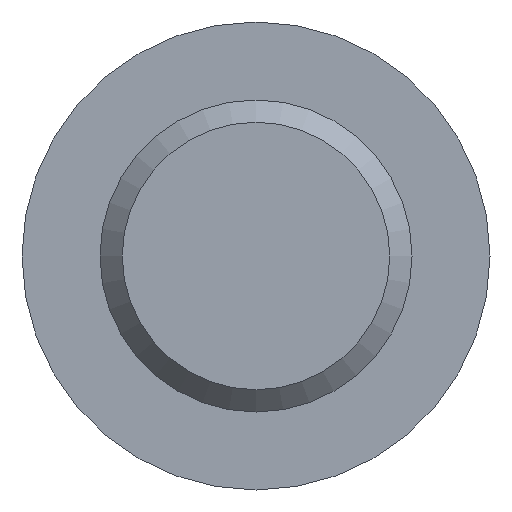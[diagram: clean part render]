
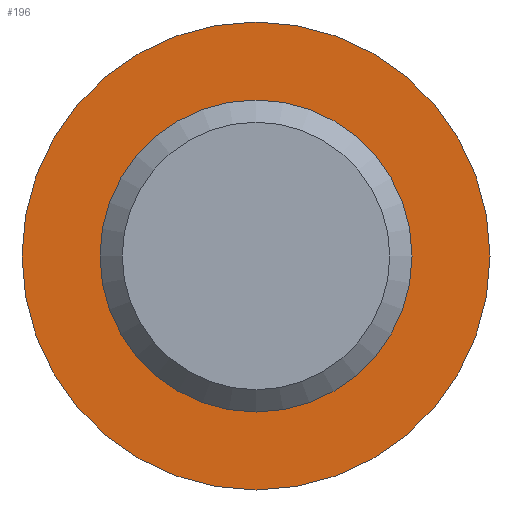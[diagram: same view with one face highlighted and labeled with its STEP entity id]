
A CAD part, front view. The second image highlights one B-rep face of the part: STEP entity #196.
In plain terms, the highlighted planar face has unit normal (0, -1, 0).
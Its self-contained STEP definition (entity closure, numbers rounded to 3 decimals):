
#13 = DIRECTION ( 'NONE',  ( 0., 0., 1. ) ) ;
#68 = CARTESIAN_POINT ( 'NONE',  ( 0., 60., 0. ) ) ;
#77 = ORIENTED_EDGE ( 'NONE', *, *, #293, .T. ) ;
#87 = EDGE_LOOP ( 'NONE', ( #378 ) ) ;
#94 = AXIS2_PLACEMENT_3D ( 'NONE', #277, #369, #480 ) ;
#129 = CIRCLE ( 'NONE', #94, 7. ) ;
#138 = AXIS2_PLACEMENT_3D ( 'NONE', #442, #434, #13 ) ;
#174 = EDGE_LOOP ( 'NONE', ( #77 ) ) ;
#190 = CARTESIAN_POINT ( 'NONE',  ( 0., 60., -10.5 ) ) ;
#196 = ADVANCED_FACE ( 'NONE', ( #197, #237 ), #269, .F. ) ;
#197 = FACE_BOUND ( 'NONE', #87, .T. ) ;
#223 = CARTESIAN_POINT ( 'NONE',  ( 0., 60., -7. ) ) ;
#237 = FACE_OUTER_BOUND ( 'NONE', #174, .T. ) ;
#249 = DIRECTION ( 'NONE',  ( 0., -1., 0. ) ) ;
#265 = VERTEX_POINT ( 'NONE', #223 ) ;
#269 = PLANE ( 'NONE',  #138 ) ;
#277 = CARTESIAN_POINT ( 'NONE',  ( 0., 60., 0. ) ) ;
#293 = EDGE_CURVE ( 'NONE', #388, #388, #397, .T. ) ;
#328 = AXIS2_PLACEMENT_3D ( 'NONE', #68, #249, #455 ) ;
#369 = DIRECTION ( 'NONE',  ( 0., -1., 0. ) ) ;
#378 = ORIENTED_EDGE ( 'NONE', *, *, #464, .F. ) ;
#388 = VERTEX_POINT ( 'NONE', #190 ) ;
#397 = CIRCLE ( 'NONE', #328, 10.5 ) ;
#434 = DIRECTION ( 'NONE',  ( 0., 1., 0. ) ) ;
#442 = CARTESIAN_POINT ( 'NONE',  ( -7., 60., 0. ) ) ;
#455 = DIRECTION ( 'NONE',  ( 0., 0., -1. ) ) ;
#464 = EDGE_CURVE ( 'NONE', #265, #265, #129, .T. ) ;
#480 = DIRECTION ( 'NONE',  ( 0., 0., -1. ) ) ;
